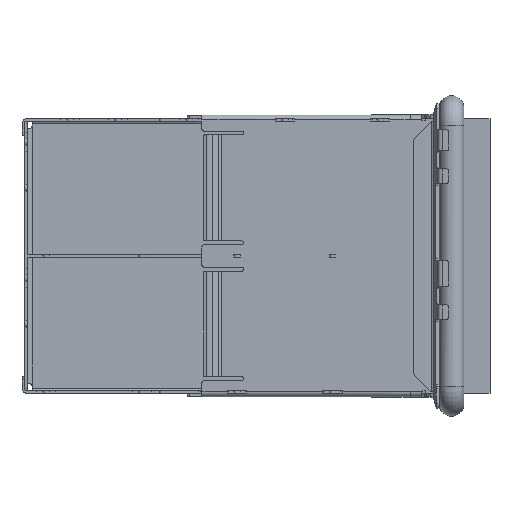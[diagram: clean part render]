
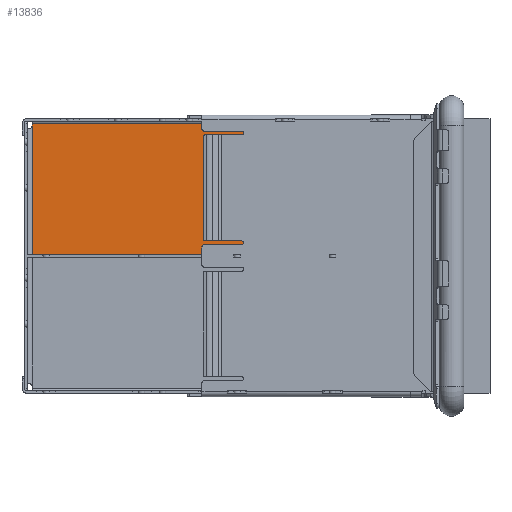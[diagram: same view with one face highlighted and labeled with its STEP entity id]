
A CAD part, top view. The second image highlights one B-rep face of the part: STEP entity #13836.
In plain terms, the highlighted planar face has unit normal (0, 0, 1).
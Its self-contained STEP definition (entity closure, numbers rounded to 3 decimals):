
#695=DIRECTION('',(-1.,0.,0.));
#696=VECTOR('',#695,47.975);
#697=CARTESIAN_POINT('',(7.075,21.85,-12.52));
#698=LINE('',#697,#696);
#2205=DIRECTION('',(0.,1.,0.));
#2206=VECTOR('',#2205,13.5);
#2207=CARTESIAN_POINT('',(-40.9,21.85,-12.52));
#2208=LINE('',#2207,#2206);
#3951=DIRECTION('',(0.,-1.,0.));
#3952=VECTOR('',#3951,0.25);
#3953=CARTESIAN_POINT('',(-40.9,35.6,-12.52));
#3954=LINE('',#3953,#3952);
#3955=DIRECTION('',(0.,1.,0.));
#3956=VECTOR('',#3955,13.75);
#3957=CARTESIAN_POINT('',(7.075,21.85,-12.52));
#3958=LINE('',#3957,#3956);
#3963=DIRECTION('',(1.,0.,0.));
#3964=VECTOR('',#3963,47.975);
#3965=CARTESIAN_POINT('',(-40.9,35.6,-12.52));
#3966=LINE('',#3965,#3964);
#7281=CARTESIAN_POINT('',(-40.9,35.35,-12.52));
#7283=VERTEX_POINT('',#7281);
#7291=CARTESIAN_POINT('',(-40.9,35.6,-12.52));
#7292=VERTEX_POINT('',#7291);
#7507=CARTESIAN_POINT('',(-40.9,21.85,-12.52));
#7508=VERTEX_POINT('',#7507);
#7509=CARTESIAN_POINT('',(7.075,21.85,-12.52));
#7510=VERTEX_POINT('',#7509);
#8639=CARTESIAN_POINT('',(7.075,35.6,-12.52));
#8640=VERTEX_POINT('',#8639);
#13823=CARTESIAN_POINT('',(-35.686,48.047,-12.52));
#13824=DIRECTION('',(0.,0.,-1.));
#13825=DIRECTION('',(1.,0.,0.));
#13826=AXIS2_PLACEMENT_3D('',#13823,#13824,#13825);
#13827=PLANE('',#13826);
#13828=ORIENTED_EDGE('',*,*,#10097,.T.);
#13829=ORIENTED_EDGE('',*,*,#11729,.T.);
#13830=ORIENTED_EDGE('',*,*,#13810,.F.);
#13832=ORIENTED_EDGE('',*,*,#13831,.T.);
#13833=ORIENTED_EDGE('',*,*,#10217,.F.);
#13834=EDGE_LOOP('',(#13828,#13829,#13830,#13832,#13833));
#13835=FACE_OUTER_BOUND('',#13834,.F.);
#13836=ADVANCED_FACE('',(#13835),#13827,.F.);
#10097=EDGE_CURVE('',#7510,#7508,#698,.T.);
#10217=EDGE_CURVE('',#7510,#8640,#3958,.T.);
#11729=EDGE_CURVE('',#7508,#7283,#2208,.T.);
#13810=EDGE_CURVE('',#7292,#7283,#3954,.T.);
#13831=EDGE_CURVE('',#7292,#8640,#3966,.T.);
